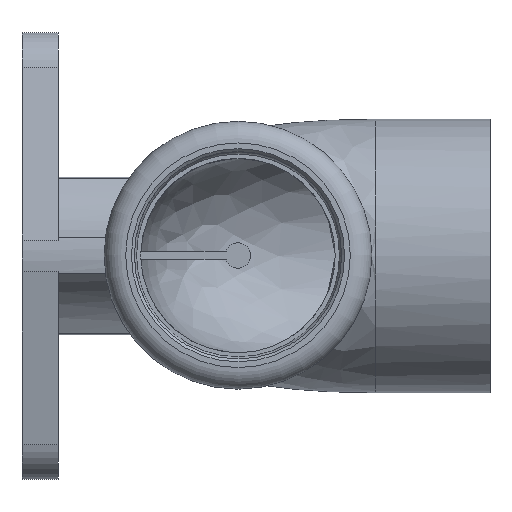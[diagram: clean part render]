
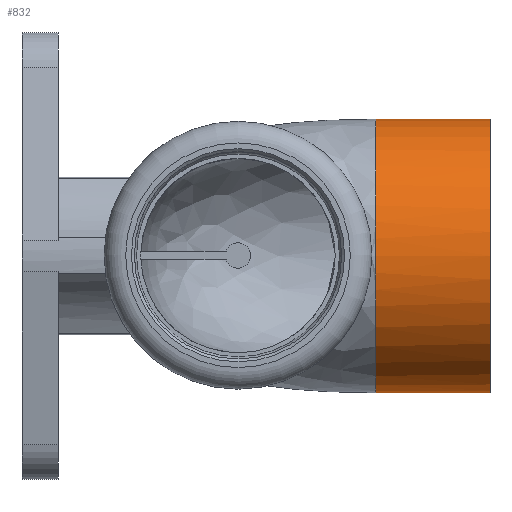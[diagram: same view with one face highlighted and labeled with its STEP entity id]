
A CAD part, top view. The second image highlights one B-rep face of the part: STEP entity #832.
In plain terms, the highlighted cylindrical face has radius 19 mm (diameter 38 mm), a full revolution.
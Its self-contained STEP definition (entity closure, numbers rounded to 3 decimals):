
#131=CYLINDRICAL_SURFACE($,#917,19.);
#153=FACE_BOUND($,#255,.T.);
#197=FACE_OUTER_BOUND($,#254,.T.);
#254=EDGE_LOOP($,(#632,#633,#634,#635));
#255=EDGE_LOOP($,(#636));
#318=CIRCLE($,#878,19.);
#338=CIRCLE($,#910,19.);
#342=CIRCLE($,#914,19.);
#343=CIRCLE($,#915,19.);
#344=CIRCLE($,#916,19.);
#376=VERTEX_POINT($,#1252);
#409=VERTEX_POINT($,#1886);
#410=VERTEX_POINT($,#1887);
#414=VERTEX_POINT($,#1899);
#415=VERTEX_POINT($,#1901);
#455=EDGE_CURVE($,#376,#376,#318,.T.);
#497=EDGE_CURVE($,#409,#410,#338,.T.);
#502=EDGE_CURVE($,#414,#409,#342,.T.);
#503=EDGE_CURVE($,#415,#414,#343,.T.);
#504=EDGE_CURVE($,#410,#415,#344,.T.);
#632=ORIENTED_EDGE($,*,*,#503,.T.);
#633=ORIENTED_EDGE($,*,*,#502,.T.);
#634=ORIENTED_EDGE($,*,*,#497,.T.);
#635=ORIENTED_EDGE($,*,*,#504,.T.);
#636=ORIENTED_EDGE($,*,*,#455,.T.);
#832=ADVANCED_FACE($,(#197,#153),#131,.T.);
#878=AXIS2_PLACEMENT_3D($,#1253,#998,#999);
#910=AXIS2_PLACEMENT_3D($,#1888,#1074,#1075);
#914=AXIS2_PLACEMENT_3D($,#1900,#1082,#1083);
#915=AXIS2_PLACEMENT_3D($,#1902,#1084,#1085);
#916=AXIS2_PLACEMENT_3D($,#1903,#1086,#1087);
#917=AXIS2_PLACEMENT_3D($,#1904,#1088,#1089);
#998=DIRECTION('center_axis',(-1.,0.,0.));
#999=DIRECTION('ref_axis',(0.,-1.,0.));
#1074=DIRECTION('center_axis',(1.,0.,0.));
#1075=DIRECTION('ref_axis',(0.,-1.,0.));
#1082=DIRECTION('center_axis',(1.,0.,0.));
#1083=DIRECTION('ref_axis',(0.,-1.,0.));
#1084=DIRECTION('center_axis',(1.,0.,0.));
#1085=DIRECTION('ref_axis',(0.,-1.,0.));
#1086=DIRECTION('center_axis',(1.,0.,0.));
#1087=DIRECTION('ref_axis',(0.,-1.,0.));
#1088=DIRECTION('center_axis',(-1.,0.,0.));
#1089=DIRECTION('ref_axis',(0.,-1.,0.));
#1252=CARTESIAN_POINT('',(35.,19.,-28.));
#1253=CARTESIAN_POINT('Origin',(35.,0.,-28.));
#1886=CARTESIAN_POINT('',(19.15,0.,-9.));
#1887=CARTESIAN_POINT('',(19.15,-6.995,-10.334));
#1888=CARTESIAN_POINT('Origin',(19.15,0.,-28.));
#1899=CARTESIAN_POINT('',(19.15,6.995,-10.334));
#1900=CARTESIAN_POINT('Origin',(19.15,0.,-28.));
#1901=CARTESIAN_POINT('',(19.15,19.,-28.));
#1902=CARTESIAN_POINT('Origin',(19.15,0.,-28.));
#1903=CARTESIAN_POINT('Origin',(19.15,0.,-28.));
#1904=CARTESIAN_POINT('Origin',(35.,0.,-28.));
